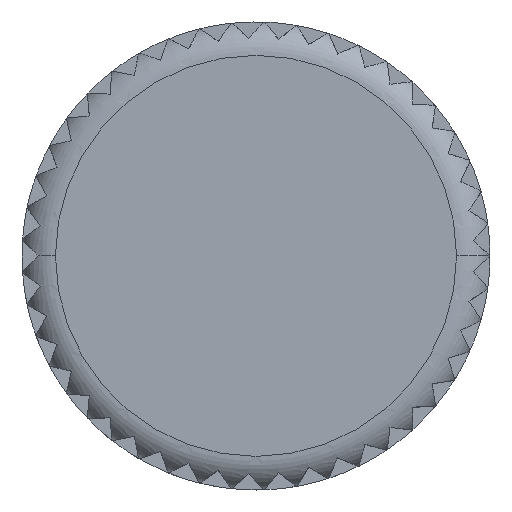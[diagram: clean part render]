
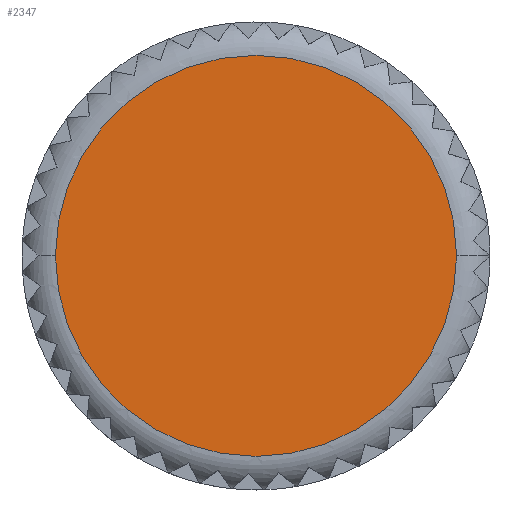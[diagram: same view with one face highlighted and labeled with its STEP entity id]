
A CAD part, top view. The second image highlights one B-rep face of the part: STEP entity #2347.
In plain terms, the highlighted planar face has unit normal (0, 0, 1).
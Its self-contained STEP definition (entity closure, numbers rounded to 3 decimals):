
#1147=VERTEX_POINT('',#3309);
#1349=VERTEX_POINT('',#3530);
#1861=EDGE_CURVE('',#1349,#1147,#4083,.T.);
#1947=EDGE_CURVE('',#1147,#1349,#4177,.T.);
#2347=ADVANCED_FACE('',(#4609),#4610,.T.);
#3309=CARTESIAN_POINT('',(-9.0,0.,31.5));
#3530=CARTESIAN_POINT('',(9.0,0.,31.5));
#4083=CIRCLE('',#7224,9.0);
#4177=CIRCLE('',#7395,9.0);
#4609=FACE_OUTER_BOUND('',#8225,.T.);
#4610=PLANE('',#8226);
#7224=AXIS2_PLACEMENT_3D('',#10972,#10973,#10974);
#7395=AXIS2_PLACEMENT_3D('',#11069,#11070,#11071);
#8225=EDGE_LOOP('',(#11442,#11443));
#8226=AXIS2_PLACEMENT_3D('',#11444,#11445,#11446);
#10972=CARTESIAN_POINT('',(0.0,0.,31.5));
#10973=DIRECTION('',(0.0,0.0,1.0));
#10974=DIRECTION('',(-1.0,0.,0.0));
#11069=CARTESIAN_POINT('',(0.0,0.,31.5));
#11070=DIRECTION('',(0.0,0.0,1.0));
#11071=DIRECTION('',(-1.0,0.,0.0));
#11442=ORIENTED_EDGE('',*,*,#1947,.T.);
#11443=ORIENTED_EDGE('',*,*,#1861,.T.);
#11444=CARTESIAN_POINT('',(-4.5,0.,31.5));
#11445=DIRECTION('',(0.0,0.0,1.0));
#11446=DIRECTION('',(-1.0,0.,0.0));
